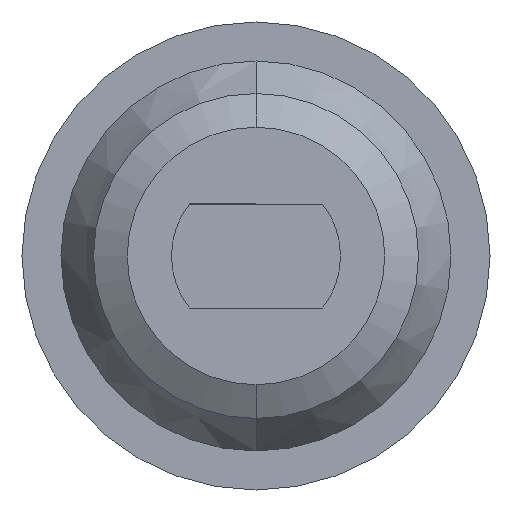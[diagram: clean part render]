
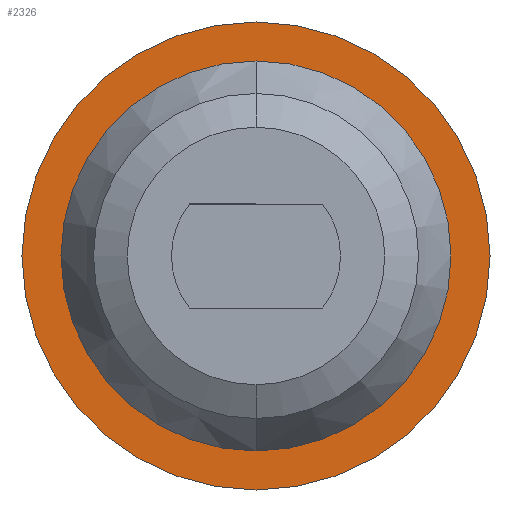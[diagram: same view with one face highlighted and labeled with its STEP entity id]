
A CAD part, front view. The second image highlights one B-rep face of the part: STEP entity #2326.
In plain terms, the highlighted planar face has unit normal (0, -1, 0).
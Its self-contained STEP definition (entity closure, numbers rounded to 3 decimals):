
#118 = EDGE_CURVE ( 'Defeature ausgef�hrt2_6+Defeature ausgef�hrt2_5+Defeature ausgef�hrt2_5+Defeature ausgef�hrt2_5', #3666, #2200, #3434, .T. ) ;
#405 = DIRECTION ( 'NONE',  ( 0., -1., 0. ) ) ;
#542 = DIRECTION ( 'NONE',  ( 0., -1., 0. ) ) ;
#617 = DIRECTION ( 'NONE',  ( 0., 0., -1. ) ) ;
#785 = CARTESIAN_POINT ( 'NONE',  ( 0., 27.8, 0. ) ) ;
#922 = EDGE_CURVE ( 'Defeature ausgef�hrt2_5+Defeature ausgef�hrt2_3+Defeature ausgef�hrt2_3+Defeature ausgef�hrt2_3', #2532, #3072, #987, .T. ) ;
#987 = CIRCLE ( 'NONE', #3455, 1.8 ) ;
#1308 = DIRECTION ( 'NONE',  ( 0., -1., 0. ) ) ;
#1355 = DIRECTION ( 'NONE',  ( 0., 0., -1. ) ) ;
#1446 = DIRECTION ( 'NONE',  ( 0., -1., 0. ) ) ;
#1575 = AXIS2_PLACEMENT_3D ( 'NONE', #2141, #1308, #3910 ) ;
#2028 = AXIS2_PLACEMENT_3D ( 'NONE', #4689, #2178, #2991 ) ;
#2141 = CARTESIAN_POINT ( 'NONE',  ( 0., 27.8, 0. ) ) ;
#2178 = DIRECTION ( 'NONE',  ( 0., -1., 0. ) ) ;
#2179 = DIRECTION ( 'NONE',  ( 0., 0., -1. ) ) ;
#2200 = VERTEX_POINT ( 'NONE', #4408 ) ;
#2326 = ADVANCED_FACE ( 'Defeature ausgef�hrt2_5', ( #3111, #5335 ), #3577, .T. ) ;
#2532 = VERTEX_POINT ( 'NONE', #4636 ) ;
#2788 = CARTESIAN_POINT ( 'NONE',  ( 1.5, 27.8, 0. ) ) ;
#2792 = EDGE_LOOP ( 'NONE', ( #2879, #4576 ) ) ;
#2879 = ORIENTED_EDGE ( 'NONE', *, *, #3762, .T. ) ;
#2970 = CIRCLE ( 'NONE', #1575, 1.8 ) ;
#2991 = DIRECTION ( 'NONE',  ( 0., 0., -1. ) ) ;
#3072 = VERTEX_POINT ( 'NONE', #4606 ) ;
#3111 = FACE_OUTER_BOUND ( 'NONE', #2792, .T. ) ;
#3434 = CIRCLE ( 'NONE', #5125, 1.5 ) ;
#3455 = AXIS2_PLACEMENT_3D ( 'NONE', #4465, #542, #1355 ) ;
#3577 = PLANE ( 'NONE',  #4804 ) ;
#3666 = VERTEX_POINT ( 'NONE', #4652 ) ;
#3762 = EDGE_CURVE ( 'Defeature ausgef�hrt2_5+Defeature ausgef�hrt2_3+Defeature ausgef�hrt2_3+Defeature ausgef�hrt2_3', #3072, #2532, #2970, .T. ) ;
#3910 = DIRECTION ( 'NONE',  ( 0., 0., -1. ) ) ;
#4212 = EDGE_LOOP ( 'NONE', ( #4706, #4937 ) ) ;
#4408 = CARTESIAN_POINT ( 'NONE',  ( 0., 27.8, -1.5 ) ) ;
#4465 = CARTESIAN_POINT ( 'NONE',  ( 0., 27.8, 0. ) ) ;
#4576 = ORIENTED_EDGE ( 'NONE', *, *, #922, .T. ) ;
#4606 = CARTESIAN_POINT ( 'NONE',  ( 0., 27.8, -1.8 ) ) ;
#4636 = CARTESIAN_POINT ( 'NONE',  ( 0., 27.8, 1.8 ) ) ;
#4652 = CARTESIAN_POINT ( 'NONE',  ( 0., 27.8, 1.5 ) ) ;
#4689 = CARTESIAN_POINT ( 'NONE',  ( 0., 27.8, 0. ) ) ;
#4706 = ORIENTED_EDGE ( 'NONE', *, *, #5423, .F. ) ;
#4804 = AXIS2_PLACEMENT_3D ( 'NONE', #2788, #1446, #617 ) ;
#4937 = ORIENTED_EDGE ( 'NONE', *, *, #118, .F. ) ;
#5125 = AXIS2_PLACEMENT_3D ( 'NONE', #785, #405, #2179 ) ;
#5239 = CIRCLE ( 'NONE', #2028, 1.5 ) ;
#5335 = FACE_BOUND ( 'NONE', #4212, .T. ) ;
#5423 = EDGE_CURVE ( 'Defeature ausgef�hrt2_6+Defeature ausgef�hrt2_5+Defeature ausgef�hrt2_5+Defeature ausgef�hrt2_5', #2200, #3666, #5239, .T. ) ;
